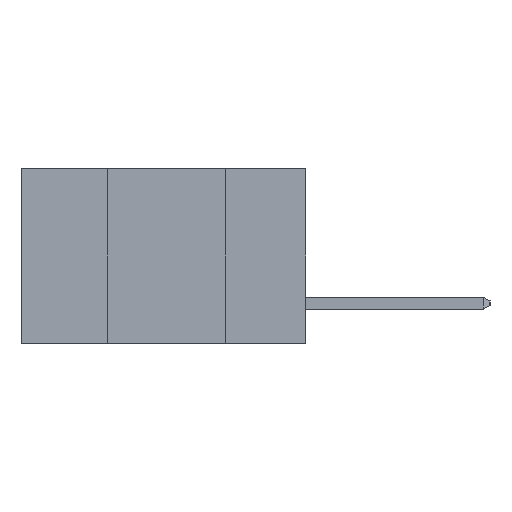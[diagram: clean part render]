
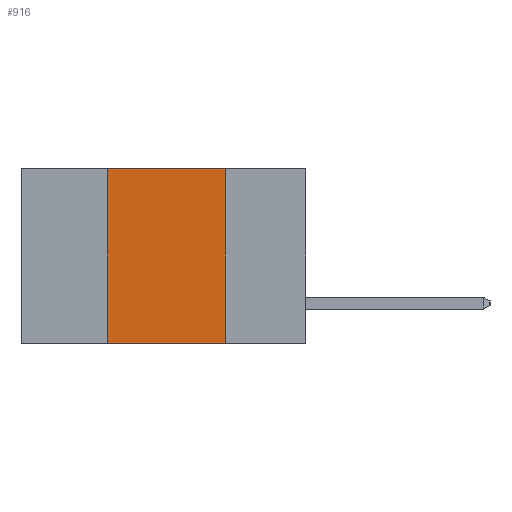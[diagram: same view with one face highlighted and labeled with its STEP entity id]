
A CAD part, left-side view. The second image highlights one B-rep face of the part: STEP entity #916.
In plain terms, the highlighted planar face has unit normal (-1, 0, 0).
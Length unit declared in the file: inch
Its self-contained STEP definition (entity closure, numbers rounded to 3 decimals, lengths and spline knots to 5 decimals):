
#255 = CARTESIAN_POINT ( 'NONE',  ( 0., 0.42, 0. ) ) ;
#429 = ORIENTED_EDGE ( 'NONE', *, *, #6973, .T. ) ;
#916 = ADVANCED_FACE ( 'NONE', ( #2361 ), #12646, .F. ) ;
#1662 = VECTOR ( 'NONE', #5252, 39.37008 ) ;
#1692 = AXIS2_PLACEMENT_3D ( 'NONE', #12619, #12816, #12781 ) ;
#2361 = FACE_OUTER_BOUND ( 'NONE', #11743, .T. ) ;
#2580 = CARTESIAN_POINT ( 'NONE',  ( 0., 0.6, 0. ) ) ;
#2772 = CARTESIAN_POINT ( 'NONE',  ( 0., 0.17, 0. ) ) ;
#3093 = CARTESIAN_POINT ( 'NONE',  ( 0., 0.6, -0.37 ) ) ;
#3203 = DIRECTION ( 'NONE',  ( 0., -1., 0. ) ) ;
#3279 = DIRECTION ( 'NONE',  ( 0., -1., 0. ) ) ;
#3623 = EDGE_CURVE ( 'NONE', #11316, #10399, #5769, .T. ) ;
#4320 = CARTESIAN_POINT ( 'NONE',  ( 0., 0.42, -0.37 ) ) ;
#4354 = EDGE_CURVE ( 'NONE', #10011, #11316, #6832, .T. ) ;
#4437 = LINE ( 'NONE', #2772, #1662 ) ;
#5252 = DIRECTION ( 'NONE',  ( 0., 0., -1. ) ) ;
#5769 = LINE ( 'NONE', #2580, #14315 ) ;
#5819 = CARTESIAN_POINT ( 'NONE',  ( 0., 0.42, 0. ) ) ;
#6372 = ORIENTED_EDGE ( 'NONE', *, *, #3623, .F. ) ;
#6832 = LINE ( 'NONE', #5819, #12436 ) ;
#6973 = EDGE_CURVE ( 'NONE', #10011, #10017, #14767, .T. ) ;
#7467 = EDGE_CURVE ( 'NONE', #10399, #10017, #4437, .T. ) ;
#9103 = ORIENTED_EDGE ( 'NONE', *, *, #7467, .F. ) ;
#10011 = VERTEX_POINT ( 'NONE', #4320 ) ;
#10017 = VERTEX_POINT ( 'NONE', #11164 ) ;
#10399 = VERTEX_POINT ( 'NONE', #11425 ) ;
#11164 = CARTESIAN_POINT ( 'NONE',  ( 0., 0.17, -0.37 ) ) ;
#11316 = VERTEX_POINT ( 'NONE', #255 ) ;
#11425 = CARTESIAN_POINT ( 'NONE',  ( 0., 0.17, 0. ) ) ;
#11586 = VECTOR ( 'NONE', #3279, 39.37008 ) ;
#11743 = EDGE_LOOP ( 'NONE', ( #9103, #6372, #12365, #429 ) ) ;
#12365 = ORIENTED_EDGE ( 'NONE', *, *, #4354, .F. ) ;
#12436 = VECTOR ( 'NONE', #14099, 39.37008 ) ;
#12619 = CARTESIAN_POINT ( 'NONE',  ( 0., 0.6, 0. ) ) ;
#12646 = PLANE ( 'NONE',  #1692 ) ;
#12781 = DIRECTION ( 'NONE',  ( 0., 0., -1. ) ) ;
#12816 = DIRECTION ( 'NONE',  ( 1., 0., 0. ) ) ;
#14099 = DIRECTION ( 'NONE',  ( 0., 0., 1. ) ) ;
#14315 = VECTOR ( 'NONE', #3203, 39.37008 ) ;
#14767 = LINE ( 'NONE', #3093, #11586 ) ;
